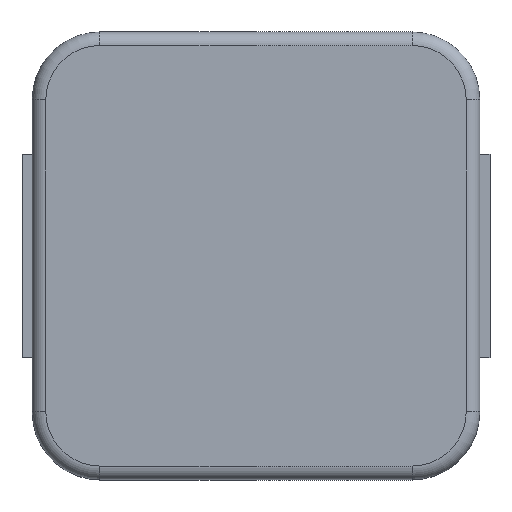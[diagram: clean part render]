
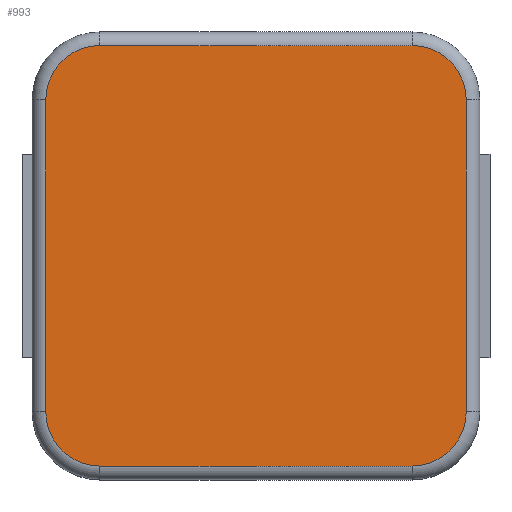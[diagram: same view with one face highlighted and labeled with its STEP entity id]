
A CAD part, top view. The second image highlights one B-rep face of the part: STEP entity #993.
In plain terms, the highlighted planar face has unit normal (0, 0, 1).
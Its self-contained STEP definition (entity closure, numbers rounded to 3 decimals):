
#21=PLANE('',#1085);
#64=LINE('',#1438,#184);
#66=LINE('',#1450,#186);
#68=LINE('',#1462,#188);
#69=LINE('',#1470,#189);
#184=VECTOR('',#1154,10.);
#186=VECTOR('',#1168,10.);
#188=VECTOR('',#1182,10.);
#189=VECTOR('',#1193,10.);
#325=FACE_OUTER_BOUND('',#383,.T.);
#383=EDGE_LOOP('',(#747,#748,#749,#750,#751,#752,#753,#754));
#430=CIRCLE('',#1057,0.8);
#436=CIRCLE('',#1065,0.8);
#440=CIRCLE('',#1071,0.8);
#444=CIRCLE('',#1077,0.8);
#454=VERTEX_POINT('',#1426);
#455=VERTEX_POINT('',#1428);
#457=VERTEX_POINT('',#1434);
#459=VERTEX_POINT('',#1440);
#461=VERTEX_POINT('',#1446);
#463=VERTEX_POINT('',#1452);
#465=VERTEX_POINT('',#1458);
#467=VERTEX_POINT('',#1464);
#546=EDGE_CURVE('',#454,#455,#430,.T.);
#551=EDGE_CURVE('',#455,#457,#64,.T.);
#554=EDGE_CURVE('',#457,#459,#436,.T.);
#557=EDGE_CURVE('',#459,#461,#66,.T.);
#560=EDGE_CURVE('',#461,#463,#440,.T.);
#563=EDGE_CURVE('',#463,#465,#68,.T.);
#566=EDGE_CURVE('',#465,#467,#444,.T.);
#567=EDGE_CURVE('',#467,#454,#69,.T.);
#747=ORIENTED_EDGE('',*,*,#546,.F.);
#748=ORIENTED_EDGE('',*,*,#567,.F.);
#749=ORIENTED_EDGE('',*,*,#566,.F.);
#750=ORIENTED_EDGE('',*,*,#563,.F.);
#751=ORIENTED_EDGE('',*,*,#560,.F.);
#752=ORIENTED_EDGE('',*,*,#557,.F.);
#753=ORIENTED_EDGE('',*,*,#554,.F.);
#754=ORIENTED_EDGE('',*,*,#551,.F.);
#993=ADVANCED_FACE('',(#325),#21,.T.);
#1057=AXIS2_PLACEMENT_3D('',#1429,#1143,#1144);
#1065=AXIS2_PLACEMENT_3D('',#1444,#1161,#1162);
#1071=AXIS2_PLACEMENT_3D('',#1456,#1175,#1176);
#1077=AXIS2_PLACEMENT_3D('',#1468,#1189,#1190);
#1085=AXIS2_PLACEMENT_3D('',#1510,#1224,#1225);
#1143=DIRECTION('center_axis',(0.,0.,-1.));
#1144=DIRECTION('ref_axis',(-0.707,-0.707,0.));
#1154=DIRECTION('',(0.,1.,0.));
#1161=DIRECTION('center_axis',(0.,0.,-1.));
#1162=DIRECTION('ref_axis',(-0.707,0.707,0.));
#1168=DIRECTION('',(1.,0.,0.));
#1175=DIRECTION('center_axis',(0.,0.,-1.));
#1176=DIRECTION('ref_axis',(0.707,0.707,0.));
#1182=DIRECTION('',(0.,-1.,0.));
#1189=DIRECTION('center_axis',(0.,0.,-1.));
#1190=DIRECTION('ref_axis',(0.707,-0.707,0.));
#1193=DIRECTION('',(-1.,0.,0.));
#1224=DIRECTION('center_axis',(0.,0.,1.));
#1225=DIRECTION('ref_axis',(1.,0.,0.));
#1426=CARTESIAN_POINT('',(1.,0.2,3.65));
#1428=CARTESIAN_POINT('',(0.2,1.,3.65));
#1429=CARTESIAN_POINT('Origin',(1.,1.,3.65));
#1434=CARTESIAN_POINT('',(0.2,5.6,3.65));
#1438=CARTESIAN_POINT('',(0.2,4.95,3.65));
#1440=CARTESIAN_POINT('',(1.,6.4,3.65));
#1444=CARTESIAN_POINT('Origin',(1.,5.6,3.65));
#1446=CARTESIAN_POINT('',(5.6,6.4,3.65));
#1450=CARTESIAN_POINT('',(4.95,6.4,3.65));
#1452=CARTESIAN_POINT('',(6.4,5.6,3.65));
#1456=CARTESIAN_POINT('Origin',(5.6,5.6,3.65));
#1458=CARTESIAN_POINT('',(6.4,1.,3.65));
#1462=CARTESIAN_POINT('',(6.4,1.65,3.65));
#1464=CARTESIAN_POINT('',(5.6,0.2,3.65));
#1468=CARTESIAN_POINT('Origin',(5.6,1.,3.65));
#1470=CARTESIAN_POINT('',(1.65,0.2,3.65));
#1510=CARTESIAN_POINT('Origin',(3.3,3.3,3.65));
